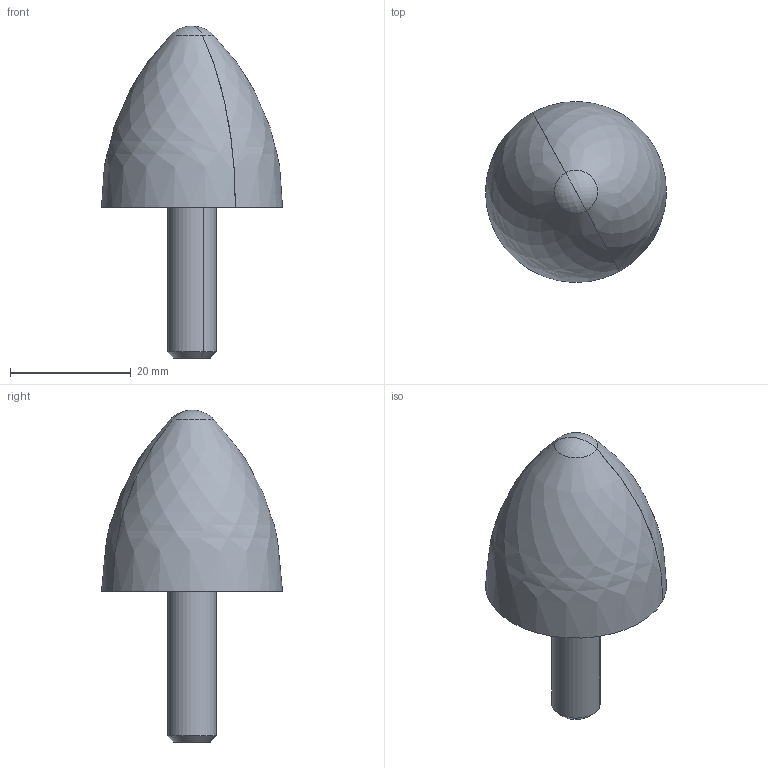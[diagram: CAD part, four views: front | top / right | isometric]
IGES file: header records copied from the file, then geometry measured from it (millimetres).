
Start section: START RECORD GO HERE.
Global section: file name: 512307.igs; native system: DASSAULT SYSTEMES CATIA Version 5-6 Release 2019 - www.3ds.com; preprocessor: V5-6R2019_5.29.5.0.06-25-2020.18.00; author: A0H03062; organization: SD6; date: 20230821.165022; units: millimetre
Bounding box: 29.99 x 29.99 x 55 mm (x, y, z)
Surface area: 5062.8 mm2 (no closed solid volume)
Topology: 0 solids, 0 shells, 17 faces, 62 edges, 60 vertices
Faces by surface type: revolution 12, plane 5
